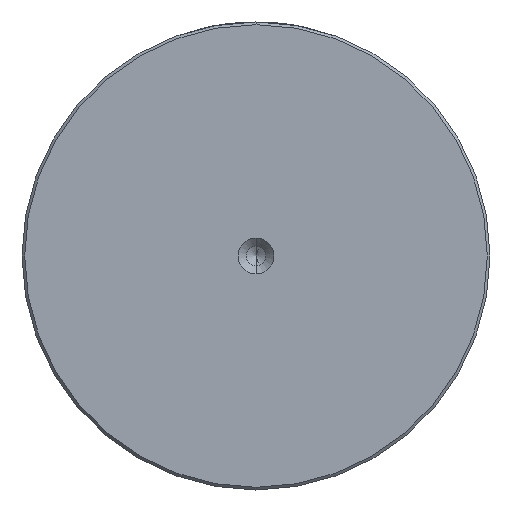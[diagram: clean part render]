
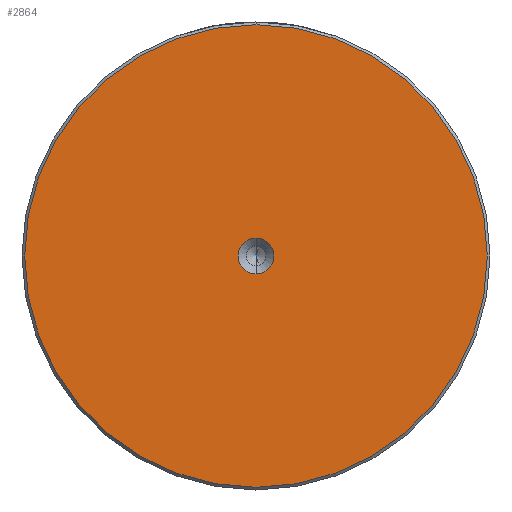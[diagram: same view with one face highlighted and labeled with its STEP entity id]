
A CAD part, left-side view. The second image highlights one B-rep face of the part: STEP entity #2864.
In plain terms, the highlighted planar face has unit normal (-1, 0, 0).
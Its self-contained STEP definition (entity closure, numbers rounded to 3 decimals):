
#12 = CARTESIAN_POINT ( 'NONE',  ( 0., 0., 0. ) ) ;
#45 = CARTESIAN_POINT ( 'NONE',  ( 0., 0., 0. ) ) ;
#138 = EDGE_CURVE ( 'NONE', #2223, #662, #3078, .T. ) ;
#172 = FACE_OUTER_BOUND ( 'NONE', #1966, .T. ) ;
#217 = CARTESIAN_POINT ( 'NONE',  ( 0., 0., 0. ) ) ;
#257 = DIRECTION ( 'NONE',  ( 0., 0., 1. ) ) ;
#284 = CIRCLE ( 'NONE', #992, 42.5 ) ;
#294 = DIRECTION ( 'NONE',  ( 0., 0., 1. ) ) ;
#471 = DIRECTION ( 'NONE',  ( 0., 0., 1. ) ) ;
#519 = ORIENTED_EDGE ( 'NONE', *, *, #1456, .F. ) ;
#601 = VERTEX_POINT ( 'NONE', #885 ) ;
#662 = VERTEX_POINT ( 'NONE', #2175 ) ;
#763 = CARTESIAN_POINT ( 'NONE',  ( 0., 0., 3.3 ) ) ;
#767 = PLANE ( 'NONE',  #2892 ) ;
#876 = CIRCLE ( 'NONE', #1269, 3.3 ) ;
#885 = CARTESIAN_POINT ( 'NONE',  ( 0., 0., -42.5 ) ) ;
#947 = CIRCLE ( 'NONE', #1815, 42.5 ) ;
#992 = AXIS2_PLACEMENT_3D ( 'NONE', #217, #1949, #471 ) ;
#1138 = ORIENTED_EDGE ( 'NONE', *, *, #1855, .T. ) ;
#1257 = DIRECTION ( 'NONE',  ( 0., 0., 1. ) ) ;
#1269 = AXIS2_PLACEMENT_3D ( 'NONE', #12, #1727, #257 ) ;
#1456 = EDGE_CURVE ( 'NONE', #662, #2223, #876, .T. ) ;
#1727 = DIRECTION ( 'NONE',  ( -1., 0., 0. ) ) ;
#1731 = CARTESIAN_POINT ( 'NONE',  ( 0., 0., 42.5 ) ) ;
#1772 = DIRECTION ( 'NONE',  ( -1., 0., 0. ) ) ;
#1813 = DIRECTION ( 'NONE',  ( 0., 0., 1. ) ) ;
#1815 = AXIS2_PLACEMENT_3D ( 'NONE', #45, #1772, #294 ) ;
#1839 = DIRECTION ( 'NONE',  ( -1., 0., 0. ) ) ;
#1846 = CARTESIAN_POINT ( 'NONE',  ( 0., 0., 0. ) ) ;
#1855 = EDGE_CURVE ( 'NONE', #601, #3141, #284, .T. ) ;
#1943 = EDGE_CURVE ( 'NONE', #3141, #601, #947, .T. ) ;
#1949 = DIRECTION ( 'NONE',  ( -1., 0., 0. ) ) ;
#1966 = EDGE_LOOP ( 'NONE', ( #1138, #2997 ) ) ;
#1985 = FACE_BOUND ( 'NONE', #2342, .T. ) ;
#2175 = CARTESIAN_POINT ( 'NONE',  ( 0., 0., -3.3 ) ) ;
#2223 = VERTEX_POINT ( 'NONE', #763 ) ;
#2342 = EDGE_LOOP ( 'NONE', ( #3211, #519 ) ) ;
#2506 = CARTESIAN_POINT ( 'NONE',  ( 0., 0., 0. ) ) ;
#2770 = DIRECTION ( 'NONE',  ( -1., 0., 0. ) ) ;
#2771 = AXIS2_PLACEMENT_3D ( 'NONE', #1846, #1839, #1813 ) ;
#2864 = ADVANCED_FACE ( 'NONE', ( #172, #1985 ), #767, .T. ) ;
#2892 = AXIS2_PLACEMENT_3D ( 'NONE', #2506, #2770, #1257 ) ;
#2997 = ORIENTED_EDGE ( 'NONE', *, *, #1943, .T. ) ;
#3078 = CIRCLE ( 'NONE', #2771, 3.3 ) ;
#3141 = VERTEX_POINT ( 'NONE', #1731 ) ;
#3211 = ORIENTED_EDGE ( 'NONE', *, *, #138, .F. ) ;
